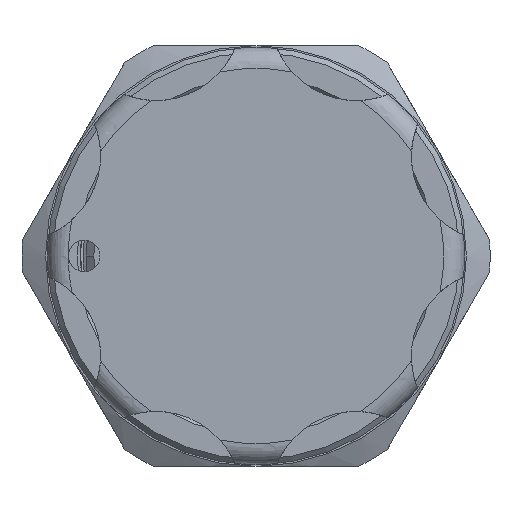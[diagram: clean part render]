
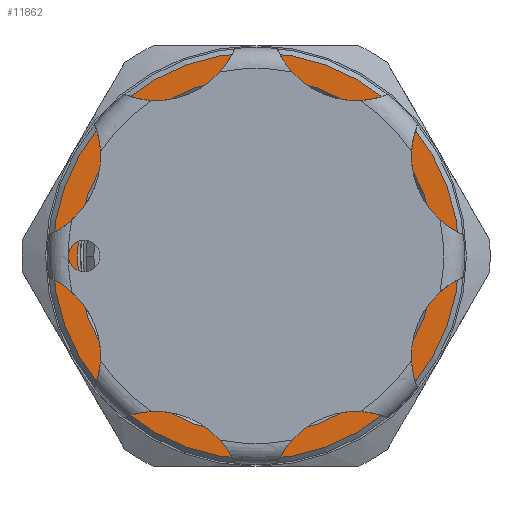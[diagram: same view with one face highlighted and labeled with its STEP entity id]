
A CAD part, left-side view. The second image highlights one B-rep face of the part: STEP entity #11862.
In plain terms, the highlighted planar face has unit normal (-1, 0, 0).
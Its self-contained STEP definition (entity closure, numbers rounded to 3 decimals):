
#2027 = ORIENTED_EDGE ( 'NONE', *, *, #9219, .T. ) ;
#2153 = ORIENTED_EDGE ( 'NONE', *, *, #9228, .T. ) ;
#2171 = ORIENTED_EDGE ( 'NONE', *, *, #2444, .T. ) ;
#2172 = ORIENTED_EDGE ( 'NONE', *, *, #2490, .T. ) ;
#2444 = EDGE_CURVE ( 'NONE', #10094, #9626, #7554, .T. ) ;
#2490 = EDGE_CURVE ( 'NONE', #9746, #10318, #7399, .T. ) ;
#3110 = CARTESIAN_POINT ( 'NONE',  ( 0., 0., 10.2 ) ) ;
#3192 = CARTESIAN_POINT ( 'NONE',  ( 0., 0., -11.6 ) ) ;
#3328 = CARTESIAN_POINT ( 'NONE',  ( 0., 0., -10.2 ) ) ;
#3485 = CARTESIAN_POINT ( 'NONE',  ( 0., 0., 11.6 ) ) ;
#4745 = AXIS2_PLACEMENT_3D ( 'NONE', #7947, #7951, #7950 ) ;
#4809 = AXIS2_PLACEMENT_3D ( 'NONE', #9457, #9486, #9498 ) ;
#5995 = DIRECTION ( 'NONE',  ( 0., 0., 1. ) ) ;
#6022 = DIRECTION ( 'NONE',  ( -1., 0., 0. ) ) ;
#6026 = CARTESIAN_POINT ( 'NONE',  ( 0., 0., 0. ) ) ;
#6030 = DIRECTION ( 'NONE',  ( 1., 0., 0. ) ) ;
#6048 = CARTESIAN_POINT ( 'NONE',  ( 0., 0., 0. ) ) ;
#6071 = DIRECTION ( 'NONE',  ( 0., 0., 1. ) ) ;
#7399 = CIRCLE ( 'NONE', #4745, 11.6 ) ;
#7431 = CIRCLE ( 'NONE', #12140, 10.2 ) ;
#7554 = CIRCLE ( 'NONE', #4809, 10.2 ) ;
#7632 = CIRCLE ( 'NONE', #11921, 11.6 ) ;
#7947 = CARTESIAN_POINT ( 'NONE',  ( 0., 0., 0. ) ) ;
#7950 = DIRECTION ( 'NONE',  ( 0., 0., 1. ) ) ;
#7951 = DIRECTION ( 'NONE',  ( -1., 0., 0. ) ) ;
#8964 = DIRECTION ( 'NONE',  ( 0., 0., 1. ) ) ;
#8965 = DIRECTION ( 'NONE',  ( -1., 0., 0. ) ) ;
#8967 = PLANE ( 'NONE',  #12123 ) ;
#8973 = CARTESIAN_POINT ( 'NONE',  ( 0., 0., 0. ) ) ;
#9219 = EDGE_CURVE ( 'NONE', #9626, #10094, #7431, .T. ) ;
#9228 = EDGE_CURVE ( 'NONE', #10318, #9746, #7632, .T. ) ;
#9457 = CARTESIAN_POINT ( 'NONE',  ( 0., 0., 0. ) ) ;
#9486 = DIRECTION ( 'NONE',  ( 1., 0., 0. ) ) ;
#9498 = DIRECTION ( 'NONE',  ( 0., 0., 1. ) ) ;
#9626 = VERTEX_POINT ( 'NONE', #3110 ) ;
#9631 = EDGE_LOOP ( 'NONE', ( #2172, #2153 ) ) ;
#9746 = VERTEX_POINT ( 'NONE', #3192 ) ;
#10094 = VERTEX_POINT ( 'NONE', #3328 ) ;
#10186 = EDGE_LOOP ( 'NONE', ( #2027, #2171 ) ) ;
#10318 = VERTEX_POINT ( 'NONE', #3485 ) ;
#11664 = FACE_OUTER_BOUND ( 'NONE', #9631, .T. ) ;
#11668 = FACE_BOUND ( 'NONE', #10186, .T. ) ;
#11862 = ADVANCED_FACE ( 'NONE', ( #11668, #11664 ), #8967, .T. ) ;
#11921 = AXIS2_PLACEMENT_3D ( 'NONE', #6026, #6022, #5995 ) ;
#12123 = AXIS2_PLACEMENT_3D ( 'NONE', #8973, #8965, #8964 ) ;
#12140 = AXIS2_PLACEMENT_3D ( 'NONE', #6048, #6030, #6071 ) ;
